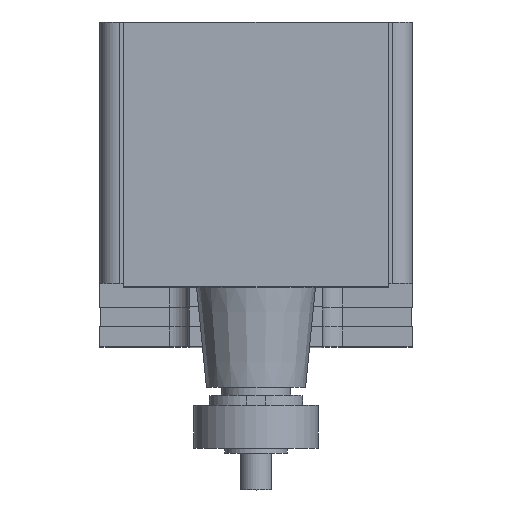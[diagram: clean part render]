
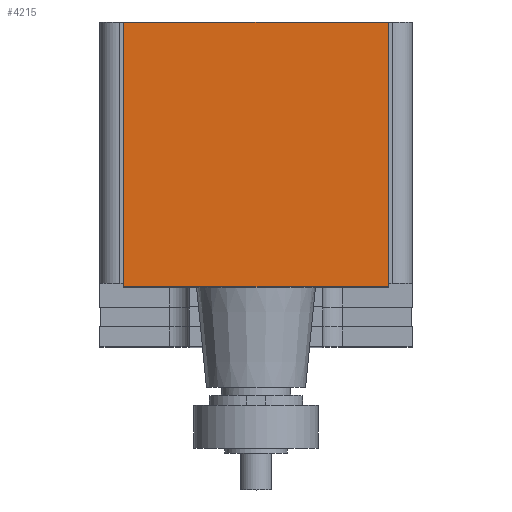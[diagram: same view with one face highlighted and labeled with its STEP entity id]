
A CAD part, top view. The second image highlights one B-rep face of the part: STEP entity #4215.
In plain terms, the highlighted planar face has unit normal (0, 0, 1).
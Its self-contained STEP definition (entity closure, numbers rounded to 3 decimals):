
#4125=CARTESIAN_POINT('POINT259',(16.975,16.975,100.));
#4126=VERTEX_POINT('VERTEX259',#4125);
#4138=CARTESIAN_POINT('POINT260',(-16.975,16.975,100.));
#4139=VERTEX_POINT('VERTEX260',#4138);
#4146=CARTESIAN_POINT('POS458',(0.,16.975,100.));
#4147=DIRECTION('DIR652',(-1.,0.,0.));
#4148=VECTOR('VEC264',#4147,25.4);
#4149=LINE('STRAIGHT264',#4146,#4148);
#4150=EDGE_CURVE('EDGE394',#4126,#4139,#4149,.T.);
#4185=CARTESIAN_POINT('POINT263',(16.975,-16.975,100.));
#4186=VERTEX_POINT('VERTEX263',#4185);
#4187=CARTESIAN_POINT('POS462',(16.975,0.,100.));
#4188=DIRECTION('DIR659',(0.,1.,0.));
#4189=VECTOR('VEC265',#4188,25.4);
#4190=LINE('STRAIGHT265',#4187,#4189);
#4191=EDGE_CURVE('EDGE397',#4186,#4126,#4190,.T.);
#4192=ORIENTED_EDGE('COEDGE767',*,*,#4191,.T.);
#4193=ORIENTED_EDGE('COEDGE768',*,*,#4150,.T.);
#4194=CARTESIAN_POINT('POINT264',(-16.975,-16.975,100.))
   ;
#4195=VERTEX_POINT('VERTEX264',#4194);
#4196=CARTESIAN_POINT('POS463',(-16.975,0.,100.));
#4197=DIRECTION('DIR660',(0.,-1.,0.));
#4198=VECTOR('VEC266',#4197,25.4);
#4199=LINE('STRAIGHT266',#4196,#4198);
#4200=EDGE_CURVE('EDGE398',#4139,#4195,#4199,.T.);
#4201=ORIENTED_EDGE('COEDGE769',*,*,#4200,.T.);
#4202=CARTESIAN_POINT('POS464',(0.,-16.975,100.));
#4203=DIRECTION('DIR661',(1.,0.,0.));
#4204=VECTOR('VEC267',#4203,25.4);
#4205=LINE('STRAIGHT267',#4202,#4204);
#4206=EDGE_CURVE('EDGE399',#4195,#4186,#4205,.T.);
#4207=ORIENTED_EDGE('COEDGE770',*,*,#4206,.T.);
#4208=EDGE_LOOP('NONE',(#4192,#4193,#4201,#4207));
#4209=FACE_BOUND('LOOP1',#4208,.T.);
#4210=CARTESIAN_POINT('POS465',(0.,0.,100.));
#4211=DIRECTION('DIR662',(0.,0.,1.));
#4212=DIRECTION('DIR663',(1.,0.,0.));
#4213=AXIS2_PLACEMENT_3D('AXIS198',#4210,#4211,#4212);
#4214=PLANE('PLANE81',#4213);
#4215=ADVANCED_FACE('FACE142',(#4209),#4214,.T.);
